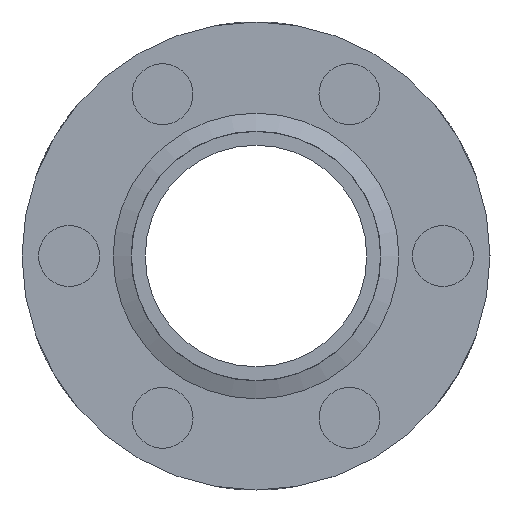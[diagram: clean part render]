
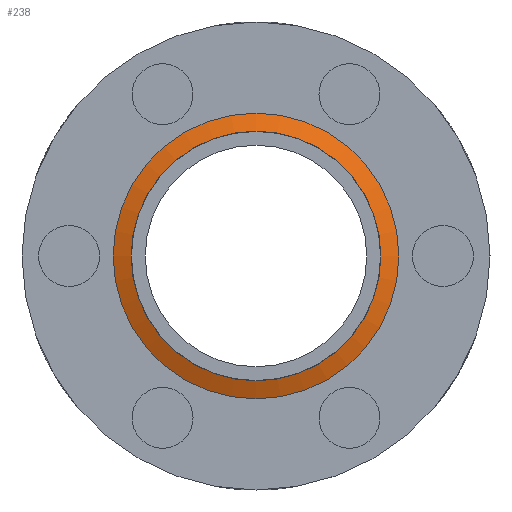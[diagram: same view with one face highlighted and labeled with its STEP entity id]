
A CAD part, front view. The second image highlights one B-rep face of the part: STEP entity #238.
In plain terms, the highlighted conical face has half-angle 68.962 degrees and reference radius 9.018 mm.
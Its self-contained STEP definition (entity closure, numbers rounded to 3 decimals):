
#74 = CONICAL_SURFACE('',#75,9.,0.035);
#75 = AXIS2_PLACEMENT_3D('',#76,#77,#78);
#76 = CARTESIAN_POINT('',(0.,-24.5,0.)
  );
#77 = DIRECTION('',(0.,-1.,0.));
#78 = DIRECTION('',(-0.866,0.,0.5));
#150 = VERTEX_POINT('',#151);
#151 = CARTESIAN_POINT('',(-7.809,-25.,4.509));
#172 = EDGE_CURVE('',#150,#150,#173,.T.);
#173 = SURFACE_CURVE('',#174,(#179,#186),.PCURVE_S1.);
#174 = CIRCLE('',#175,9.017);
#175 = AXIS2_PLACEMENT_3D('',#176,#177,#178);
#176 = CARTESIAN_POINT('',(0.,-25.,0.)
  );
#177 = DIRECTION('',(0.,1.,0.));
#178 = DIRECTION('',(-0.866,0.,0.5));
#179 = PCURVE('',#74,#180);
#180 = DEFINITIONAL_REPRESENTATION('',(#181),#185);
#181 = LINE('',#182,#183);
#182 = CARTESIAN_POINT('',(-0.,0.5));
#183 = VECTOR('',#184,1.);
#184 = DIRECTION('',(-1.,0.));
#185 = ( GEOMETRIC_REPRESENTATION_CONTEXT(2) 
PARAMETRIC_REPRESENTATION_CONTEXT() REPRESENTATION_CONTEXT('2D SPACE',''
  ) );
#186 = PCURVE('',#187,#192);
#187 = CONICAL_SURFACE('',#188,9.017,1.204);
#188 = AXIS2_PLACEMENT_3D('',#189,#190,#191);
#189 = CARTESIAN_POINT('',(0.,-25.,0.)
  );
#190 = DIRECTION('',(0.,1.,0.));
#191 = DIRECTION('',(-0.866,0.,0.5));
#192 = DEFINITIONAL_REPRESENTATION('',(#193),#197);
#193 = LINE('',#194,#195);
#194 = CARTESIAN_POINT('',(0.,0.));
#195 = VECTOR('',#196,1.);
#196 = DIRECTION('',(1.,0.));
#197 = ( GEOMETRIC_REPRESENTATION_CONTEXT(2) 
PARAMETRIC_REPRESENTATION_CONTEXT() REPRESENTATION_CONTEXT('2D SPACE',''
  ) );
#238 = ADVANCED_FACE('',(#239),#187,.T.);
#239 = FACE_BOUND('',#240,.T.);
#240 = EDGE_LOOP('',(#241,#242,#265,#292));
#241 = ORIENTED_EDGE('',*,*,#172,.T.);
#242 = ORIENTED_EDGE('',*,*,#243,.T.);
#243 = EDGE_CURVE('',#150,#244,#246,.T.);
#244 = VERTEX_POINT('',#245);
#245 = CARTESIAN_POINT('',(-8.935,-24.5,5.159));
#246 = SEAM_CURVE('',#247,(#251,#258),.PCURVE_S1.);
#247 = LINE('',#248,#249);
#248 = CARTESIAN_POINT('',(-7.809,-25.,4.509));
#249 = VECTOR('',#250,1.);
#250 = DIRECTION('',(-0.808,0.359,0.467));
#251 = PCURVE('',#187,#252);
#252 = DEFINITIONAL_REPRESENTATION('',(#253),#257);
#253 = LINE('',#254,#255);
#254 = CARTESIAN_POINT('',(0.,0.));
#255 = VECTOR('',#256,1.);
#256 = DIRECTION('',(0.,1.));
#257 = ( GEOMETRIC_REPRESENTATION_CONTEXT(2) 
PARAMETRIC_REPRESENTATION_CONTEXT() REPRESENTATION_CONTEXT('2D SPACE',''
  ) );
#258 = PCURVE('',#187,#259);
#259 = DEFINITIONAL_REPRESENTATION('',(#260),#264);
#260 = LINE('',#261,#262);
#261 = CARTESIAN_POINT('',(6.283,0.));
#262 = VECTOR('',#263,1.);
#263 = DIRECTION('',(0.,1.));
#264 = ( GEOMETRIC_REPRESENTATION_CONTEXT(2) 
PARAMETRIC_REPRESENTATION_CONTEXT() REPRESENTATION_CONTEXT('2D SPACE',''
  ) );
#265 = ORIENTED_EDGE('',*,*,#266,.F.);
#266 = EDGE_CURVE('',#244,#244,#267,.T.);
#267 = SURFACE_CURVE('',#268,(#273,#280),.PCURVE_S1.);
#268 = CIRCLE('',#269,10.317);
#269 = AXIS2_PLACEMENT_3D('',#270,#271,#272);
#270 = CARTESIAN_POINT('',(0.,-24.5,0.
    ));
#271 = DIRECTION('',(0.,1.,0.));
#272 = DIRECTION('',(-0.866,0.,0.5));
#273 = PCURVE('',#187,#274);
#274 = DEFINITIONAL_REPRESENTATION('',(#275),#279);
#275 = LINE('',#276,#277);
#276 = CARTESIAN_POINT('',(0.,0.5));
#277 = VECTOR('',#278,1.);
#278 = DIRECTION('',(1.,0.));
#279 = ( GEOMETRIC_REPRESENTATION_CONTEXT(2) 
PARAMETRIC_REPRESENTATION_CONTEXT() REPRESENTATION_CONTEXT('2D SPACE',''
  ) );
#280 = PCURVE('',#281,#286);
#281 = CYLINDRICAL_SURFACE('',#282,10.317);
#282 = AXIS2_PLACEMENT_3D('',#283,#284,#285);
#283 = CARTESIAN_POINT('',(0.,-24.5,0.
    ));
#284 = DIRECTION('',(0.,-1.,0.));
#285 = DIRECTION('',(-0.866,0.,0.5));
#286 = DEFINITIONAL_REPRESENTATION('',(#287),#291);
#287 = LINE('',#288,#289);
#288 = CARTESIAN_POINT('',(-0.,0.));
#289 = VECTOR('',#290,1.);
#290 = DIRECTION('',(-1.,0.));
#291 = ( GEOMETRIC_REPRESENTATION_CONTEXT(2) 
PARAMETRIC_REPRESENTATION_CONTEXT() REPRESENTATION_CONTEXT('2D SPACE',''
  ) );
#292 = ORIENTED_EDGE('',*,*,#243,.F.);
